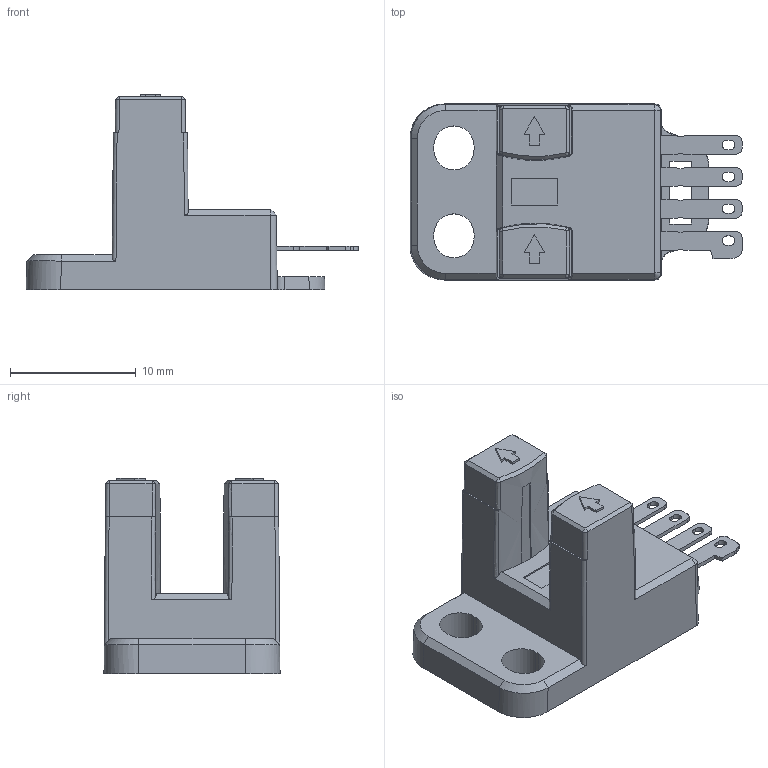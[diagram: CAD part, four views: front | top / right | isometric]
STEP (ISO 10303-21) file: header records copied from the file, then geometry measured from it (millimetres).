
FILE_DESCRIPTION(/* description */ (''),/* implementation_level */ '2;1');
FILE_NAME(/* name */ '',/* time_stamp */ '2021-09-15T18:18:44+08:00',/* author */ (''),/* organization */ (''),/* preprocessor_version */ 'ST-DEVELOPER v14',/* originating_system */ 'SIEMENS PLM Software NX 8.0',/* authorisation */ '');
FILE_SCHEMA (('AUTOMOTIVE_DESIGN { 1 0 10303 214 3 1 1 1 }'));
Length unit declared in the file: millimetre
Products named in the file (1): Admi1CFC1721h0mf
Bounding box: 26.44 x 14.02 x 15.6 mm (x, y, z)
Volume: 1848.9 mm3; surface area: 1438.6 mm2
Topology: 1 solids, 1 shells, 190 faces, 517 edges, 336 vertices
Faces by surface type: plane 114, cylinder 49, bspline 20, cone 7
Entity records: 6891 total; most frequent: CARTESIAN_POINT 1681, ORIENTED_EDGE 1034, DIRECTION 913, EDGE_CURVE 517, VERTEX_POINT 336, LINE 315, VECTOR 315, AXIS2_PLACEMENT_3D 299
